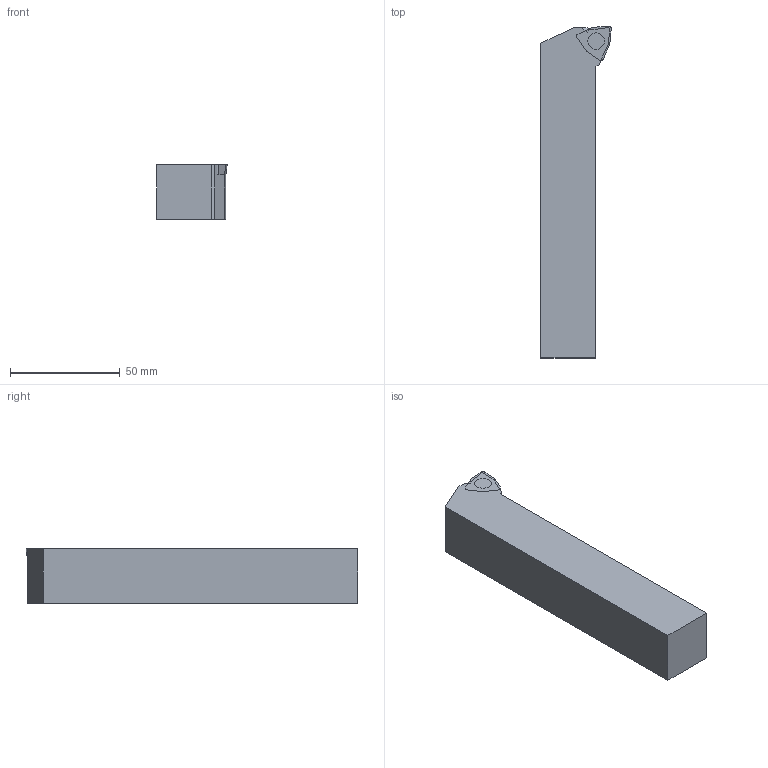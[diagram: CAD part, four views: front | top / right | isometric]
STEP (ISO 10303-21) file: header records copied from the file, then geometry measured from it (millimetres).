
FILE_DESCRIPTION(/* description */ (''),/* implementation_level */ '2;1');
FILE_NAME(/* name */ 'SWLCL2525M08_SIM.stp',/* time_stamp */ '2022-08-15T11:09:11+02:00',/* author */ (''),/* organization */ (''),/* preprocessor_version */ 'ST-DEVELOPER v16.7',/* originating_system */ 'SIEMENS PLM Software NX 12.0',/* authorisation */ '');
FILE_SCHEMA (('AUTOMOTIVE_DESIGN { 1 0 10303 214 3 1 1 1 }'));
Length unit declared in the file: millimetre
Products named in the file (1): krab4E5C1C6Dn7yn
Bounding box: 32.1 x 151.31 x 25.06 mm (x, y, z)
Volume: 95216.5 mm3; surface area: 16984.6 mm2
Topology: 2 solids, 2 shells, 34 faces, 89 edges, 59 vertices
Faces by surface type: plane 25, bspline 6, cylinder 2, torus 1
Full cylindrical faces by diameter (mm): 5.5 x1, 7.5 x1
Entity records: 1308 total; most frequent: CARTESIAN_POINT 506, ORIENTED_EDGE 168, DIRECTION 128, EDGE_CURVE 84, LINE 62, VECTOR 62, VERTEX_POINT 57, EDGE_LOOP 39
